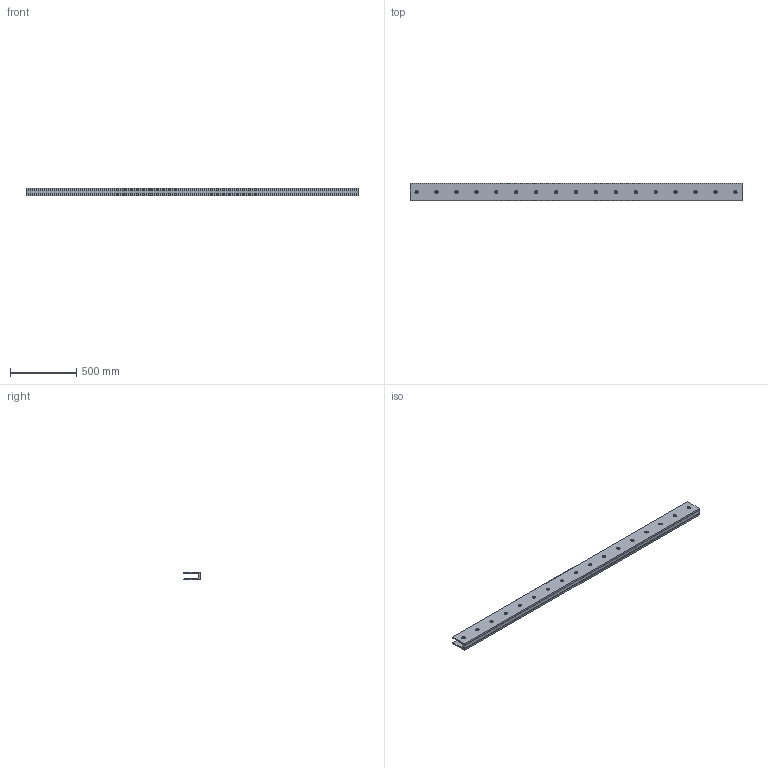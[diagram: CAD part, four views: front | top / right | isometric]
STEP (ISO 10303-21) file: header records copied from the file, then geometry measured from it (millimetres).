
FILE_DESCRIPTION (( 'STEP AP214' ), '1' );
FILE_NAME ('AL_0009-2500-S-E.STEP', '2022-04-08T06:29:59', ( '' ), ( '' ), 'SwSTEP 2.0', 'SolidWorks 2019', '' );
FILE_SCHEMA (( 'AUTOMOTIVE_DESIGN' ));
Length unit declared in the file: millimetre
Products named in the file (1): AL_0009-2500-S-E
Bounding box: 2500 x 128 x 59.95 mm (x, y, z)
Volume: 7900671.2 mm3; surface area: 1524313.8 mm2
Topology: 1 solids, 1 shells, 162 faces, 412 edges, 252 vertices
Faces by surface type: cylinder 110, cone 34, plane 18
Entity records: 5014 total; most frequent: CARTESIAN_POINT 1031, ORIENTED_EDGE 824, DIRECTION 822, EDGE_CURVE 412, AXIS2_PLACEMENT_3D 315, VERTEX_POINT 252, EDGE_LOOP 230, LINE 192
